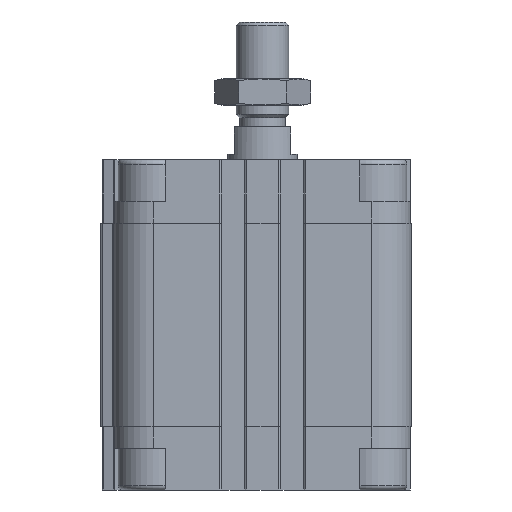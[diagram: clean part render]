
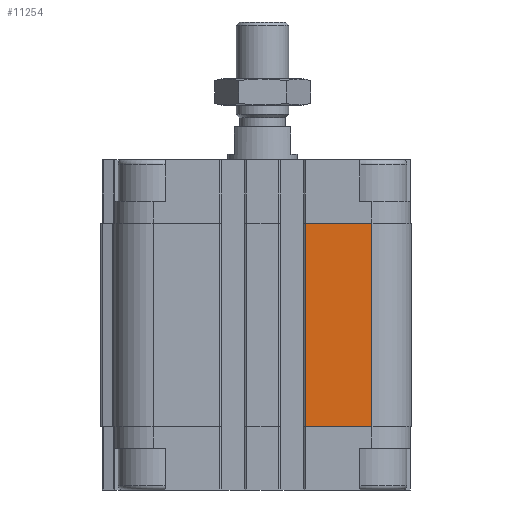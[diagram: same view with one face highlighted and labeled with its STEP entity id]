
A CAD part, left-side view. The second image highlights one B-rep face of the part: STEP entity #11254.
In plain terms, the highlighted face is planar.
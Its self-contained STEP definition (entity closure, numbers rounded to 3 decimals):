
#231=LINE('',#17073,#1273);
#545=LINE('',#17906,#1587);
#571=LINE('',#17999,#1613);
#572=LINE('',#18001,#1614);
#1273=VECTOR('',#13296,1000.);
#1587=VECTOR('',#14086,1000.);
#1613=VECTOR('',#14224,1000.);
#1614=VECTOR('',#14227,1000.);
#2257=PLANE('',#12181);
#4263=ORIENTED_EDGE('',*,*,#7085,.F.);
#4264=ORIENTED_EDGE('',*,*,#7131,.F.);
#4265=ORIENTED_EDGE('',*,*,#6662,.T.);
#4266=ORIENTED_EDGE('',*,*,#7132,.T.);
#6662=EDGE_CURVE('',#8300,#8299,#231,.T.);
#7085=EDGE_CURVE('',#8580,#8581,#545,.T.);
#7131=EDGE_CURVE('',#8300,#8580,#571,.T.);
#7132=EDGE_CURVE('',#8299,#8581,#572,.T.);
#8299=VERTEX_POINT('',#17072);
#8300=VERTEX_POINT('',#17074);
#8580=VERTEX_POINT('',#17905);
#8581=VERTEX_POINT('',#17907);
#9695=EDGE_LOOP('',(#4263,#4264,#4265,#4266));
#10465=FACE_BOUND('',#9695,.T.);
#11254=ADVANCED_FACE('',(#10465),#2257,.T.);
#12181=AXIS2_PLACEMENT_3D('',#18000,#14225,#14226);
#13296=DIRECTION('',(0.,1.,0.));
#14086=DIRECTION('',(0.,1.,0.));
#14224=DIRECTION('',(0.,0.,1.));
#14225=DIRECTION('',(1.,0.,0.));
#14226=DIRECTION('',(0.,0.,-1.));
#14227=DIRECTION('',(0.,0.,1.));
#17072=CARTESIAN_POINT('',(34.,25.,-61.));
#17073=CARTESIAN_POINT('',(34.,9.85,-61.));
#17074=CARTESIAN_POINT('',(34.,9.85,-61.));
#17905=CARTESIAN_POINT('',(34.,9.85,-14.5));
#17906=CARTESIAN_POINT('',(34.,9.85,-14.5));
#17907=CARTESIAN_POINT('',(34.,25.,-14.5));
#17999=CARTESIAN_POINT('',(34.,9.85,-61.));
#18000=CARTESIAN_POINT('',(34.,9.85,-61.));
#18001=CARTESIAN_POINT('',(34.,25.,-61.));
